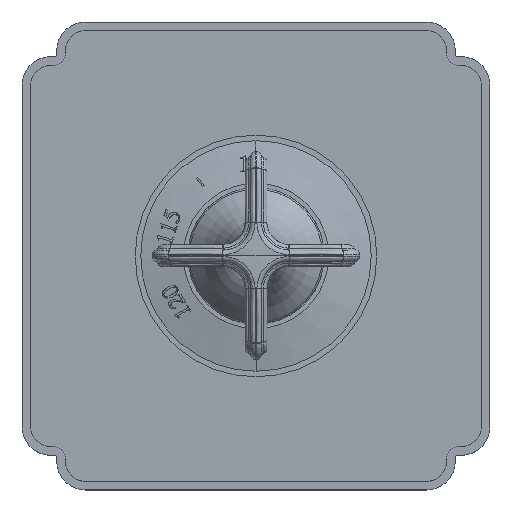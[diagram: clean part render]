
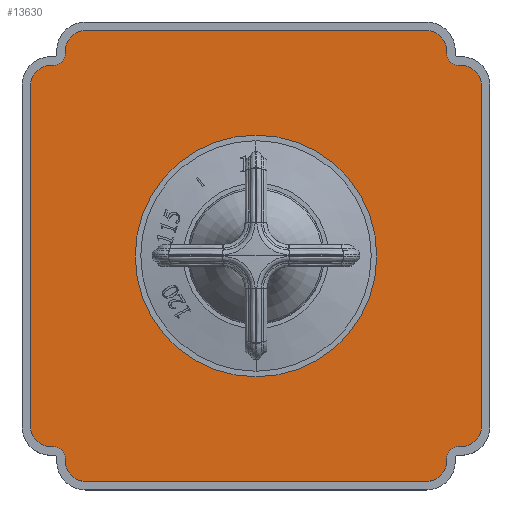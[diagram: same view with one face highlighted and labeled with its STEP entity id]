
A CAD part, top view. The second image highlights one B-rep face of the part: STEP entity #13630.
In plain terms, the highlighted planar face has unit normal (0, 0, 1).
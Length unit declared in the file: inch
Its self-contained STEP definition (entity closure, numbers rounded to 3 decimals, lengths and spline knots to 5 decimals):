
#518=DIRECTION('',(1.,0.,0.));
#519=VECTOR('',#518,0.045);
#520=CARTESIAN_POINT('',(2.915,-2.75,0.343));
#521=LINE('',#520,#519);
#522=CARTESIAN_POINT('',(2.915,-2.915,0.343));
#523=DIRECTION('',(0.,0.,-1.));
#524=DIRECTION('',(-1.,0.,0.));
#525=AXIS2_PLACEMENT_3D('',#522,#523,#524);
#527=DIRECTION('',(0.,1.,0.));
#528=VECTOR('',#527,0.045);
#529=CARTESIAN_POINT('',(2.75,-2.96,0.343));
#530=LINE('',#529,#528);
#531=CARTESIAN_POINT('',(2.46,-2.96,0.343));
#532=DIRECTION('',(0.,0.,1.));
#533=DIRECTION('',(0.,-1.,0.));
#534=AXIS2_PLACEMENT_3D('',#531,#532,#533);
#536=DIRECTION('',(1.,0.,0.));
#537=VECTOR('',#536,4.92);
#538=CARTESIAN_POINT('',(-2.46,-3.25,0.343));
#539=LINE('',#538,#537);
#540=CARTESIAN_POINT('',(-2.46,-2.96,0.343));
#541=DIRECTION('',(0.,0.,1.));
#542=DIRECTION('',(-1.,0.,0.));
#543=AXIS2_PLACEMENT_3D('',#540,#541,#542);
#545=DIRECTION('',(0.,-1.,0.));
#546=VECTOR('',#545,0.045);
#547=CARTESIAN_POINT('',(-2.75,-2.915,0.343));
#548=LINE('',#547,#546);
#549=CARTESIAN_POINT('',(-2.915,-2.915,0.343));
#550=DIRECTION('',(0.,0.,-1.));
#551=DIRECTION('',(0.,1.,0.));
#552=AXIS2_PLACEMENT_3D('',#549,#550,#551);
#554=DIRECTION('',(1.,0.,0.));
#555=VECTOR('',#554,0.045);
#556=CARTESIAN_POINT('',(-2.96,-2.75,0.343));
#557=LINE('',#556,#555);
#558=CARTESIAN_POINT('',(-2.96,-2.46,0.343));
#559=DIRECTION('',(0.,0.,1.));
#560=DIRECTION('',(-1.,0.,0.));
#561=AXIS2_PLACEMENT_3D('',#558,#559,#560);
#563=DIRECTION('',(0.,-1.,0.));
#564=VECTOR('',#563,4.92);
#565=CARTESIAN_POINT('',(-3.25,2.46,0.343));
#566=LINE('',#565,#564);
#567=CARTESIAN_POINT('',(-2.96,2.46,0.343));
#568=DIRECTION('',(0.,0.,1.));
#569=DIRECTION('',(0.,1.,0.));
#570=AXIS2_PLACEMENT_3D('',#567,#568,#569);
#572=DIRECTION('',(-1.,0.,0.));
#573=VECTOR('',#572,0.045);
#574=CARTESIAN_POINT('',(-2.915,2.75,0.343));
#575=LINE('',#574,#573);
#576=CARTESIAN_POINT('',(-2.915,2.915,0.343));
#577=DIRECTION('',(0.,0.,-1.));
#578=DIRECTION('',(1.,0.,0.));
#579=AXIS2_PLACEMENT_3D('',#576,#577,#578);
#581=DIRECTION('',(0.,-1.,0.));
#582=VECTOR('',#581,0.045);
#583=CARTESIAN_POINT('',(-2.75,2.96,0.343));
#584=LINE('',#583,#582);
#585=CARTESIAN_POINT('',(-2.46,2.96,0.343));
#586=DIRECTION('',(0.,0.,1.));
#587=DIRECTION('',(0.,1.,0.));
#588=AXIS2_PLACEMENT_3D('',#585,#586,#587);
#590=DIRECTION('',(-1.,0.,0.));
#591=VECTOR('',#590,4.92);
#592=CARTESIAN_POINT('',(2.46,3.25,0.343));
#593=LINE('',#592,#591);
#594=CARTESIAN_POINT('',(2.46,2.96,0.343));
#595=DIRECTION('',(0.,0.,1.));
#596=DIRECTION('',(1.,0.,0.));
#597=AXIS2_PLACEMENT_3D('',#594,#595,#596);
#599=DIRECTION('',(0.,1.,0.));
#600=VECTOR('',#599,0.045);
#601=CARTESIAN_POINT('',(2.75,2.915,0.343));
#602=LINE('',#601,#600);
#603=CARTESIAN_POINT('',(2.915,2.915,0.343));
#604=DIRECTION('',(0.,0.,-1.));
#605=DIRECTION('',(0.,-1.,0.));
#606=AXIS2_PLACEMENT_3D('',#603,#604,#605);
#608=DIRECTION('',(-1.,0.,0.));
#609=VECTOR('',#608,0.045);
#610=CARTESIAN_POINT('',(2.96,2.75,0.343));
#611=LINE('',#610,#609);
#612=CARTESIAN_POINT('',(2.96,2.46,0.343));
#613=DIRECTION('',(0.,0.,1.));
#614=DIRECTION('',(1.,0.,0.));
#615=AXIS2_PLACEMENT_3D('',#612,#613,#614);
#617=DIRECTION('',(0.,1.,0.));
#618=VECTOR('',#617,4.92);
#619=CARTESIAN_POINT('',(3.25,-2.46,0.343));
#620=LINE('',#619,#618);
#621=CARTESIAN_POINT('',(2.96,-2.46,0.343));
#622=DIRECTION('',(0.,0.,1.));
#623=DIRECTION('',(0.,-1.,0.));
#624=AXIS2_PLACEMENT_3D('',#621,#622,#623);
#626=CARTESIAN_POINT('',(0.,0.,0.343));
#627=DIRECTION('',(0.,0.,-1.));
#628=DIRECTION('',(0.,1.,0.));
#629=AXIS2_PLACEMENT_3D('',#626,#627,#628);
#631=CARTESIAN_POINT('',(0.,0.,0.343));
#632=DIRECTION('',(0.,0.,-1.));
#633=DIRECTION('',(0.,-1.,0.));
#634=AXIS2_PLACEMENT_3D('',#631,#632,#633);
#11786=CARTESIAN_POINT('',(2.915,-2.75,0.343));
#11787=CARTESIAN_POINT('',(2.96,-2.75,0.343));
#11788=VERTEX_POINT('',#11786);
#11789=VERTEX_POINT('',#11787);
#11790=CARTESIAN_POINT('',(3.25,-2.46,0.343));
#11791=VERTEX_POINT('',#11790);
#11792=CARTESIAN_POINT('',(3.25,2.46,0.343));
#11793=VERTEX_POINT('',#11792);
#11794=CARTESIAN_POINT('',(2.96,2.75,0.343));
#11795=VERTEX_POINT('',#11794);
#11796=CARTESIAN_POINT('',(2.915,2.75,0.343));
#11797=VERTEX_POINT('',#11796);
#11798=CARTESIAN_POINT('',(2.75,2.915,0.343));
#11799=VERTEX_POINT('',#11798);
#11800=CARTESIAN_POINT('',(2.75,2.96,0.343));
#11801=VERTEX_POINT('',#11800);
#11802=CARTESIAN_POINT('',(2.46,3.25,0.343));
#11803=VERTEX_POINT('',#11802);
#11804=CARTESIAN_POINT('',(-2.46,3.25,0.343));
#11805=VERTEX_POINT('',#11804);
#11806=CARTESIAN_POINT('',(-2.75,2.96,0.343));
#11807=VERTEX_POINT('',#11806);
#11808=CARTESIAN_POINT('',(-2.75,2.915,0.343));
#11809=VERTEX_POINT('',#11808);
#11810=CARTESIAN_POINT('',(-2.915,2.75,0.343));
#11811=VERTEX_POINT('',#11810);
#11812=CARTESIAN_POINT('',(-2.96,2.75,0.343));
#11813=VERTEX_POINT('',#11812);
#11814=CARTESIAN_POINT('',(-3.25,2.46,0.343));
#11815=VERTEX_POINT('',#11814);
#11816=CARTESIAN_POINT('',(-3.25,-2.46,0.343));
#11817=VERTEX_POINT('',#11816);
#11818=CARTESIAN_POINT('',(-2.96,-2.75,0.343));
#11819=VERTEX_POINT('',#11818);
#11820=CARTESIAN_POINT('',(-2.915,-2.75,0.343));
#11821=VERTEX_POINT('',#11820);
#11822=CARTESIAN_POINT('',(-2.75,-2.915,0.343));
#11823=VERTEX_POINT('',#11822);
#11824=CARTESIAN_POINT('',(-2.75,-2.96,0.343));
#11825=VERTEX_POINT('',#11824);
#11826=CARTESIAN_POINT('',(-2.46,-3.25,0.343));
#11827=VERTEX_POINT('',#11826);
#11828=CARTESIAN_POINT('',(2.46,-3.25,0.343));
#11829=VERTEX_POINT('',#11828);
#11830=CARTESIAN_POINT('',(2.75,-2.96,0.343));
#11831=VERTEX_POINT('',#11830);
#11832=CARTESIAN_POINT('',(2.75,-2.915,0.343));
#11833=VERTEX_POINT('',#11832);
#12377=CARTESIAN_POINT('',(0.,1.7425,0.343));
#12378=CARTESIAN_POINT('',(0.,-1.7425,0.343));
#12379=VERTEX_POINT('',#12377);
#12380=VERTEX_POINT('',#12378);
#13593=CARTESIAN_POINT('',(0.,0.,0.343));
#13594=DIRECTION('',(0.,0.,1.));
#13595=DIRECTION('',(-1.,0.,0.));
#13596=AXIS2_PLACEMENT_3D('',#13593,#13594,#13595);
#13597=PLANE('',#13596);
#13598=ORIENTED_EDGE('',*,*,#13265,.F.);
#13599=ORIENTED_EDGE('',*,*,#13280,.F.);
#13600=ORIENTED_EDGE('',*,*,#13294,.F.);
#13601=ORIENTED_EDGE('',*,*,#13308,.F.);
#13602=ORIENTED_EDGE('',*,*,#13322,.F.);
#13603=ORIENTED_EDGE('',*,*,#13336,.F.);
#13604=ORIENTED_EDGE('',*,*,#13350,.F.);
#13605=ORIENTED_EDGE('',*,*,#13364,.F.);
#13606=ORIENTED_EDGE('',*,*,#13378,.F.);
#13607=ORIENTED_EDGE('',*,*,#13392,.F.);
#13608=ORIENTED_EDGE('',*,*,#13406,.F.);
#13609=ORIENTED_EDGE('',*,*,#13420,.F.);
#13610=ORIENTED_EDGE('',*,*,#13434,.F.);
#13611=ORIENTED_EDGE('',*,*,#13448,.F.);
#13612=ORIENTED_EDGE('',*,*,#13462,.F.);
#13613=ORIENTED_EDGE('',*,*,#13476,.F.);
#13614=ORIENTED_EDGE('',*,*,#13490,.F.);
#13615=ORIENTED_EDGE('',*,*,#13504,.F.);
#13616=ORIENTED_EDGE('',*,*,#13518,.F.);
#13617=ORIENTED_EDGE('',*,*,#13532,.F.);
#13618=ORIENTED_EDGE('',*,*,#13546,.F.);
#13619=ORIENTED_EDGE('',*,*,#13560,.F.);
#13620=ORIENTED_EDGE('',*,*,#13574,.F.);
#13621=ORIENTED_EDGE('',*,*,#13587,.F.);
#13622=EDGE_LOOP('',(#13598,#13599,#13600,#13601,#13602,#13603,#13604,#13605,
#13606,#13607,#13608,#13609,#13610,#13611,#13612,#13613,#13614,#13615,#13616,
#13617,#13618,#13619,#13620,#13621));
#13623=FACE_OUTER_BOUND('',#13622,.F.);
#13625=ORIENTED_EDGE('',*,*,#13624,.F.);
#13627=ORIENTED_EDGE('',*,*,#13626,.F.);
#13628=EDGE_LOOP('',(#13625,#13627));
#13629=FACE_BOUND('',#13628,.F.);
#13630=ADVANCED_FACE('',(#13623,#13629),#13597,.T.);
#526=CIRCLE('',#525,0.165);
#535=CIRCLE('',#534,0.29);
#544=CIRCLE('',#543,0.29);
#553=CIRCLE('',#552,0.165);
#562=CIRCLE('',#561,0.29);
#571=CIRCLE('',#570,0.29);
#580=CIRCLE('',#579,0.165);
#589=CIRCLE('',#588,0.29);
#598=CIRCLE('',#597,0.29);
#607=CIRCLE('',#606,0.165);
#616=CIRCLE('',#615,0.29);
#625=CIRCLE('',#624,0.29);
#630=CIRCLE('',#629,1.7425);
#635=CIRCLE('',#634,1.7425);
#13265=EDGE_CURVE('',#11788,#11789,#521,.T.);
#13280=EDGE_CURVE('',#11833,#11788,#526,.T.);
#13294=EDGE_CURVE('',#11831,#11833,#530,.T.);
#13308=EDGE_CURVE('',#11829,#11831,#535,.T.);
#13322=EDGE_CURVE('',#11827,#11829,#539,.T.);
#13336=EDGE_CURVE('',#11825,#11827,#544,.T.);
#13350=EDGE_CURVE('',#11823,#11825,#548,.T.);
#13364=EDGE_CURVE('',#11821,#11823,#553,.T.);
#13378=EDGE_CURVE('',#11819,#11821,#557,.T.);
#13392=EDGE_CURVE('',#11817,#11819,#562,.T.);
#13406=EDGE_CURVE('',#11815,#11817,#566,.T.);
#13420=EDGE_CURVE('',#11813,#11815,#571,.T.);
#13434=EDGE_CURVE('',#11811,#11813,#575,.T.);
#13448=EDGE_CURVE('',#11809,#11811,#580,.T.);
#13462=EDGE_CURVE('',#11807,#11809,#584,.T.);
#13476=EDGE_CURVE('',#11805,#11807,#589,.T.);
#13490=EDGE_CURVE('',#11803,#11805,#593,.T.);
#13504=EDGE_CURVE('',#11801,#11803,#598,.T.);
#13518=EDGE_CURVE('',#11799,#11801,#602,.T.);
#13532=EDGE_CURVE('',#11797,#11799,#607,.T.);
#13546=EDGE_CURVE('',#11795,#11797,#611,.T.);
#13560=EDGE_CURVE('',#11793,#11795,#616,.T.);
#13574=EDGE_CURVE('',#11791,#11793,#620,.T.);
#13587=EDGE_CURVE('',#11789,#11791,#625,.T.);
#13624=EDGE_CURVE('',#12379,#12380,#630,.T.);
#13626=EDGE_CURVE('',#12380,#12379,#635,.T.);
